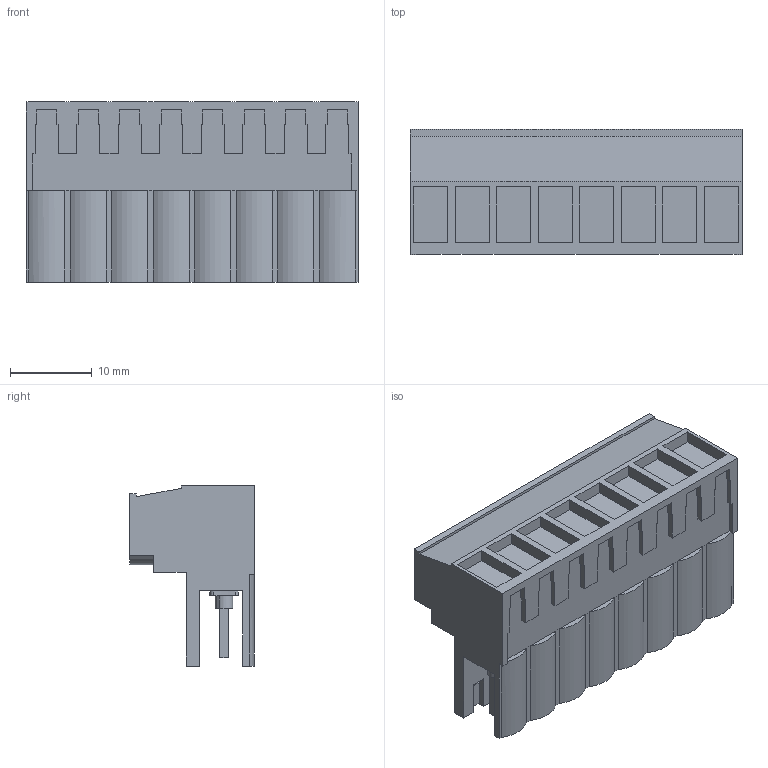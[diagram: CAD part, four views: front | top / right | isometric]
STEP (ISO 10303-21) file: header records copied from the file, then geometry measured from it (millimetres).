
FILE_DESCRIPTION(('CATIA V5 STEP','CAx-IF Rec.Pracs.--- Model Styling and Organization---1.2---2011-12-15'),'2;1');
FILE_NAME ('D1453752_0_1627150000_1627150000.stp','2017-06-01T06:33:07+00:00',('none'),('Weidmueller'),'CATIA Version 5-6 Release 2014','CATIA V5 STEP AP214','none');
FILE_SCHEMA(('AUTOMOTIVE_DESIGN { 1 0 10303 214 1 1 1 1 }'));
Length unit declared in the file: millimetre
Products named in the file (1): 1627150000
Bounding box: 40.64 x 15.3 x 22.05 mm (x, y, z)
Volume: 6931.7 mm3; surface area: 6061.7 mm2
Topology: 17 solids, 17 shells, 565 faces, 1535 edges, 1036 vertices
Faces by surface type: plane 429, cylinder 104, extrusion 32
Entity records: 17351 total; most frequent: CARTESIAN_POINT 3974, ORIENTED_EDGE 3070, DIRECTION 2131, EDGE_CURVE 1535, VECTOR 1261, LINE 1229, VERTEX_POINT 1036, EDGE_LOOP 613
